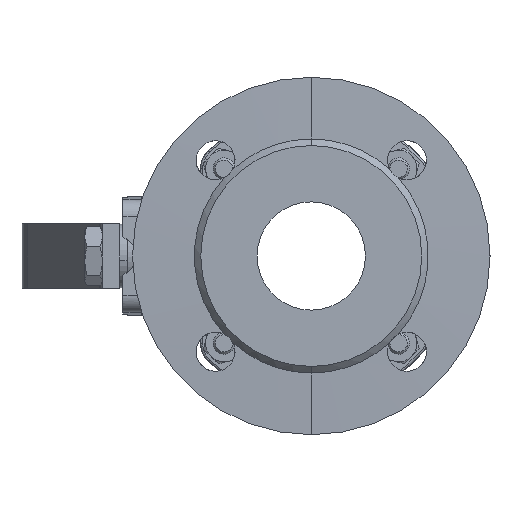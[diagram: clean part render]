
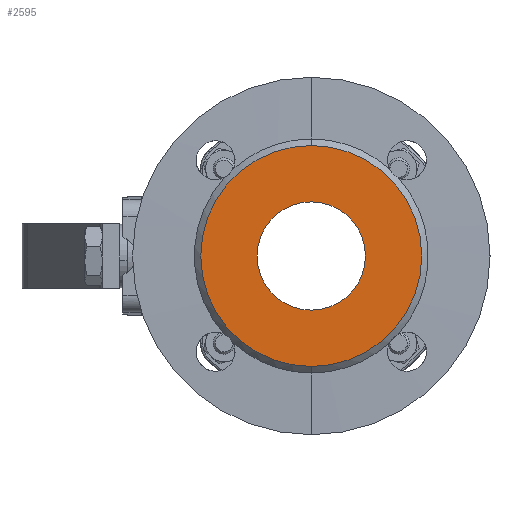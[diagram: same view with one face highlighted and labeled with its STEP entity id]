
A CAD part, left-side view. The second image highlights one B-rep face of the part: STEP entity #2595.
In plain terms, the highlighted planar face has unit normal (-1, 0, 0).
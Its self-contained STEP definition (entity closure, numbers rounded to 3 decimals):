
#1548 = EDGE_CURVE ( 'NONE', #27328, #27327, #2464, .T. ) ;
#1700 = EDGE_LOOP ( 'NONE', ( #1745, #1788 ) ) ;
#1745 = ORIENTED_EDGE ( 'NONE', *, *, #27556, .T. ) ;
#1788 = ORIENTED_EDGE ( 'NONE', *, *, #29891, .T. ) ;
#2407 = CARTESIAN_POINT ( 'NONE',  ( -88., 0., 0. ) ) ;
#2419 = EDGE_LOOP ( 'NONE', ( #2476, #2508 ) ) ;
#2432 = DIRECTION ( 'NONE',  ( 0., 0., 1. ) ) ;
#2433 = DIRECTION ( 'NONE',  ( -1., 0., 0. ) ) ;
#2434 = CARTESIAN_POINT ( 'NONE',  ( -88., 82.5, 0. ) ) ;
#2435 = AXIS2_PLACEMENT_3D ( 'NONE', #2434, #2433, #2432 ) ;
#2436 = PLANE ( 'NONE',  #2435 ) ;
#2437 = FACE_OUTER_BOUND ( 'NONE', #2419, .T. ) ;
#2441 = FACE_BOUND ( 'NONE', #1700, .T. ) ;
#2461 = DIRECTION ( 'NONE',  ( 0., 0., 1. ) ) ;
#2462 = DIRECTION ( 'NONE',  ( -1., 0., 0. ) ) ;
#2463 = AXIS2_PLACEMENT_3D ( 'NONE', #2407, #2462, #2461 ) ;
#2464 = CIRCLE ( 'NONE', #2463, 51. ) ;
#2476 = ORIENTED_EDGE ( 'NONE', *, *, #1548, .T. ) ;
#2508 = ORIENTED_EDGE ( 'NONE', *, *, #27326, .T. ) ;
#2595 = ADVANCED_FACE ( 'NONE', ( #2441, #2437 ), #2436, .T. ) ;
#13664 = DIRECTION ( 'NONE',  ( 0., 0., -1. ) ) ;
#13665 = DIRECTION ( 'NONE',  ( 1., 0., 0. ) ) ;
#13666 = CARTESIAN_POINT ( 'NONE',  ( -88., 0., 0. ) ) ;
#13667 = AXIS2_PLACEMENT_3D ( 'NONE', #13666, #13665, #13664 ) ;
#13668 = CIRCLE ( 'NONE', #13667, 25. ) ;
#23244 = CARTESIAN_POINT ( 'NONE',  ( -88., 0., -51. ) ) ;
#23245 = CARTESIAN_POINT ( 'NONE',  ( -88., 0., 51. ) ) ;
#23246 = DIRECTION ( 'NONE',  ( 0., 0., 1. ) ) ;
#23247 = DIRECTION ( 'NONE',  ( -1., 0., 0. ) ) ;
#23248 = CARTESIAN_POINT ( 'NONE',  ( -88., 0., 0. ) ) ;
#23249 = AXIS2_PLACEMENT_3D ( 'NONE', #23248, #23247, #23246 ) ;
#23253 = CIRCLE ( 'NONE', #23249, 51. ) ;
#24062 = CARTESIAN_POINT ( 'NONE',  ( -88., 0., 25. ) ) ;
#24063 = DIRECTION ( 'NONE',  ( 0., 0., -1. ) ) ;
#24064 = DIRECTION ( 'NONE',  ( 1., 0., 0. ) ) ;
#24065 = CARTESIAN_POINT ( 'NONE',  ( -88., 0., 0. ) ) ;
#24066 = AXIS2_PLACEMENT_3D ( 'NONE', #24065, #24064, #24063 ) ;
#24067 = CIRCLE ( 'NONE', #24066, 25. ) ;
#24132 = CARTESIAN_POINT ( 'NONE',  ( -88., 0., -25. ) ) ;
#27326 = EDGE_CURVE ( 'NONE', #27327, #27328, #23253, .T. ) ;
#27327 = VERTEX_POINT ( 'NONE', #23245 ) ;
#27328 = VERTEX_POINT ( 'NONE', #23244 ) ;
#27556 = EDGE_CURVE ( 'NONE', #27557, #27562, #24067, .T. ) ;
#27557 = VERTEX_POINT ( 'NONE', #24062 ) ;
#27562 = VERTEX_POINT ( 'NONE', #24132 ) ;
#29891 = EDGE_CURVE ( 'NONE', #27562, #27557, #13668, .T. ) ;
